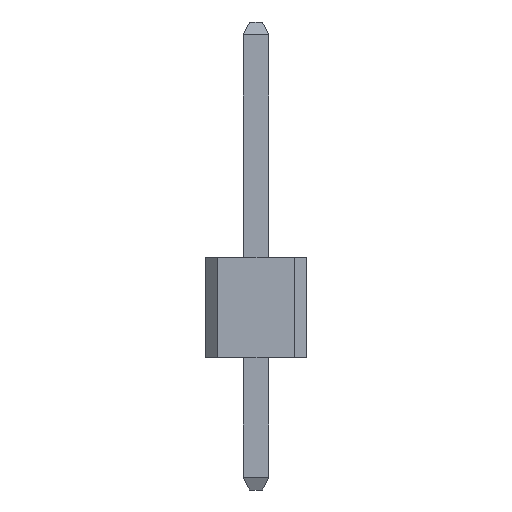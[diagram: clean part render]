
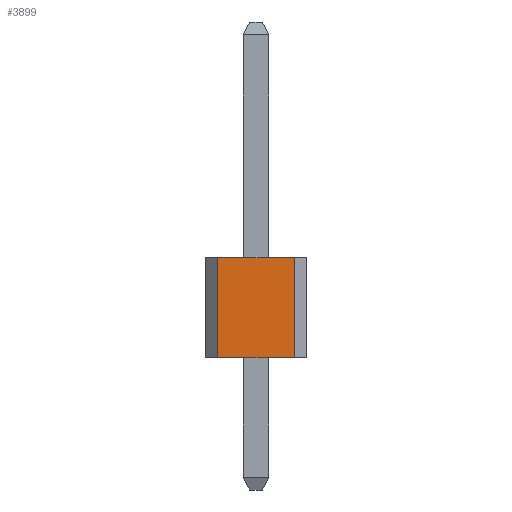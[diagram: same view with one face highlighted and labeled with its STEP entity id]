
A CAD part, left-side view. The second image highlights one B-rep face of the part: STEP entity #3899.
In plain terms, the highlighted planar face has unit normal (-1, 0, 0).
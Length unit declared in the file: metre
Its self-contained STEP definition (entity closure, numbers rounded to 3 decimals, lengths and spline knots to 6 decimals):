
#700=ORIENTED_EDGE('',*,*,#1436,.T.);
#701=ORIENTED_EDGE('',*,*,#1437,.T.);
#702=ORIENTED_EDGE('',*,*,#1438,.F.);
#703=ORIENTED_EDGE('',*,*,#1439,.T.);
#1436=EDGE_CURVE('',#1836,#1837,#2292,.T.);
#1437=EDGE_CURVE('',#1837,#1838,#2293,.T.);
#1438=EDGE_CURVE('',#1839,#1838,#2294,.T.);
#1439=EDGE_CURVE('',#1839,#1836,#2295,.T.);
#1836=VERTEX_POINT('',#6187);
#1837=VERTEX_POINT('',#6188);
#1838=VERTEX_POINT('',#6190);
#1839=VERTEX_POINT('',#6192);
#2292=LINE('',#6186,#2820);
#2293=LINE('',#6189,#2821);
#2294=LINE('',#6191,#2822);
#2295=LINE('',#6193,#2823);
#2820=VECTOR('',#5127,1.);
#2821=VECTOR('',#5128,1.);
#2822=VECTOR('',#5129,1.);
#2823=VECTOR('',#5130,1.);
#3185=EDGE_LOOP('',(#700,#701,#702,#703));
#3423=FACE_BOUND('',#3185,.T.);
#3661=PLANE('',#4366);
#3899=ADVANCED_FACE('',(#3423),#3661,.F.);
#4366=AXIS2_PLACEMENT_3D('',#6185,#5125,#5126);
#5125=DIRECTION('',(1.,0.,0.));
#5126=DIRECTION('',(0.,0.,-1.));
#5127=DIRECTION('',(0.,-1.,0.));
#5128=DIRECTION('',(0.,0.,1.));
#5129=DIRECTION('',(0.,-1.,0.));
#5130=DIRECTION('',(0.,0.,-1.));
#6185=CARTESIAN_POINT('',(-0.00127,0.,0.0025));
#6186=CARTESIAN_POINT('',(-0.00127,0.,0.));
#6187=CARTESIAN_POINT('',(-0.00127,0.00095,0.));
#6188=CARTESIAN_POINT('',(-0.00127,-0.00095,0.));
#6189=CARTESIAN_POINT('',(-0.00127,-0.00095,0.0025));
#6190=CARTESIAN_POINT('',(-0.00127,-0.00095,0.0025));
#6191=CARTESIAN_POINT('',(-0.00127,0.,0.0025));
#6192=CARTESIAN_POINT('',(-0.00127,0.00095,0.0025));
#6193=CARTESIAN_POINT('',(-0.00127,0.00095,0.));
